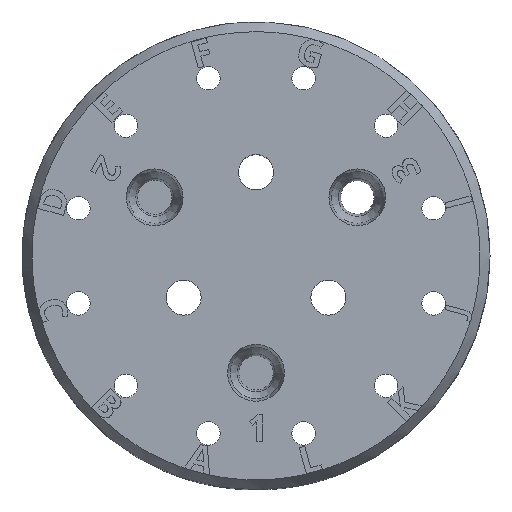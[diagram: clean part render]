
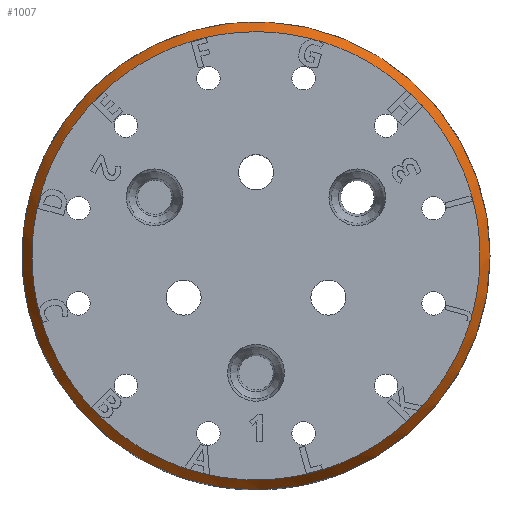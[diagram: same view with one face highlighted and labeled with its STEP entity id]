
A CAD part, top view. The second image highlights one B-rep face of the part: STEP entity #1007.
In plain terms, the highlighted conical face has half-angle 30.964 degrees and reference radius 33.5 mm.
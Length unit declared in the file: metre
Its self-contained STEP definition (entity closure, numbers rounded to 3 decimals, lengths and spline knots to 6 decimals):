
#1007 = ADVANCED_FACE( '', ( #2195, #2196 ), #2197, .T. );
#2195 = FACE_OUTER_BOUND( '', #4055, .T. );
#2196 = FACE_BOUND( '', #4056, .T. );
#2197 = CONICAL_SURFACE( '', #4057, 0.0335, 0.54 );
#4055 = EDGE_LOOP( '', ( #6999 ) );
#4056 = EDGE_LOOP( '', ( #7000, #7001, #7002, #7003, #7004 ) );
#4057 = AXIS2_PLACEMENT_3D( '', #7005, #7006, #7007 );
#6999 = ORIENTED_EDGE( '', *, *, #9775, .F. );
#7000 = ORIENTED_EDGE( '', *, *, #9776, .F. );
#7001 = ORIENTED_EDGE( '', *, *, #9212, .T. );
#7002 = ORIENTED_EDGE( '', *, *, #9777, .T. );
#7003 = ORIENTED_EDGE( '', *, *, #9114, .T. );
#7004 = ORIENTED_EDGE( '', *, *, #9778, .F. );
#7005 = CARTESIAN_POINT( '', ( 0., 0., 0.015 ) );
#7006 = DIRECTION( '', ( 0., 0., -1. ) );
#7007 = DIRECTION( '', ( -1., 0., 0. ) );
#9114 = EDGE_CURVE( '', #10989, #10991, #10993, .T. );
#9212 = EDGE_CURVE( '', #11152, #11154, #11156, .T. );
#9775 = EDGE_CURVE( '', #11981, #11981, #11982, .F. );
#9776 = EDGE_CURVE( '', #11152, #10764, #11983, .T. );
#9777 = EDGE_CURVE( '', #11154, #10989, #11984, .T. );
#9778 = EDGE_CURVE( '', #10764, #10991, #11985, .T. );
#10764 = VERTEX_POINT( '', #13604 );
#10989 = VERTEX_POINT( '', #14014 );
#10991 = VERTEX_POINT( '', #14017 );
#10993 = B_SPLINE_CURVE_WITH_KNOTS( '', 3, ( #14020, #14021, #14022, #14023 ), .UNSPECIFIED., .F., .F., ( 4, 4 ), ( 0., 0.000089 ), .UNSPECIFIED. );
#11152 = VERTEX_POINT( '', #14250 );
#11154 = VERTEX_POINT( '', #14254 );
#11156 = B_SPLINE_CURVE_WITH_KNOTS( '', 3, ( #14257, #14258, #14259, #14260, #14261, #14262 ), .UNSPECIFIED., .F., .F., ( 4, 2, 4 ), ( 0., 0.000239, 0.000478 ), .UNSPECIFIED. );
#11981 = VERTEX_POINT( '', #15874 );
#11982 = CIRCLE( '', #15875, 0.035 );
#11983 = CIRCLE( '', #15876, 0.0335 );
#11984 = B_SPLINE_CURVE_WITH_KNOTS( '', 3, ( #15877, #15878, #15879, #15880 ), .UNSPECIFIED., .F., .F., ( 4, 4 ), ( 0., 0.000416 ), .UNSPECIFIED. );
#11985 = CIRCLE( '', #15881, 0.0335 );
#13604 = CARTESIAN_POINT( '', ( -0.010707, -0.031743, 0.015 ) );
#14014 = CARTESIAN_POINT( '', ( 0.032073, -0.009829, 0.014924 ) );
#14017 = CARTESIAN_POINT( '', ( 0.032029, -0.009818, 0.015 ) );
#14020 = CARTESIAN_POINT( '', ( 0.032073, -0.009829, 0.014924 ) );
#14021 = CARTESIAN_POINT( '', ( 0.032058, -0.009825, 0.014949 ) );
#14022 = CARTESIAN_POINT( '', ( 0.032044, -0.009822, 0.014975 ) );
#14023 = CARTESIAN_POINT( '', ( 0.032029, -0.009818, 0.015 ) );
#14250 = CARTESIAN_POINT( '', ( 0.032268, -0.009003, 0.015 ) );
#14254 = CARTESIAN_POINT( '', ( 0.032224, -0.009452, 0.014863 ) );
#14257 = CARTESIAN_POINT( '', ( 0.032268, -0.009003, 0.015 ) );
#14258 = CARTESIAN_POINT( '', ( 0.032275, -0.009071, 0.014957 ) );
#14259 = CARTESIAN_POINT( '', ( 0.032275, -0.009144, 0.014924 ) );
#14260 = CARTESIAN_POINT( '', ( 0.03226, -0.009297, 0.014878 ) );
#14261 = CARTESIAN_POINT( '', ( 0.032245, -0.009375, 0.014866 ) );
#14262 = CARTESIAN_POINT( '', ( 0.032224, -0.009452, 0.014863 ) );
#15874 = CARTESIAN_POINT( '', ( 0.035, 0., 0.0125 ) );
#15875 = AXIS2_PLACEMENT_3D( '', #17536, #17537, #17538 );
#15876 = AXIS2_PLACEMENT_3D( '', #17539, #17540, #17541 );
#15877 = CARTESIAN_POINT( '', ( 0.032224, -0.009452, 0.014863 ) );
#15878 = CARTESIAN_POINT( '', ( 0.032189, -0.009586, 0.014858 ) );
#15879 = CARTESIAN_POINT( '', ( 0.032139, -0.009718, 0.014873 ) );
#15880 = CARTESIAN_POINT( '', ( 0.032073, -0.009829, 0.014924 ) );
#15881 = AXIS2_PLACEMENT_3D( '', #17542, #17543, #17544 );
#17536 = CARTESIAN_POINT( '', ( 0., 0., 0.0125 ) );
#17537 = DIRECTION( '', ( 0., 0., 1. ) );
#17538 = DIRECTION( '', ( 1., 0., 0. ) );
#17539 = CARTESIAN_POINT( '', ( 0., 0., 0.015 ) );
#17540 = DIRECTION( '', ( 0., 0., 1. ) );
#17541 = DIRECTION( '', ( 1., 0., 0. ) );
#17542 = CARTESIAN_POINT( '', ( 0., 0., 0.015 ) );
#17543 = DIRECTION( '', ( 0., 0., 1. ) );
#17544 = DIRECTION( '', ( 1., 0., 0. ) );
